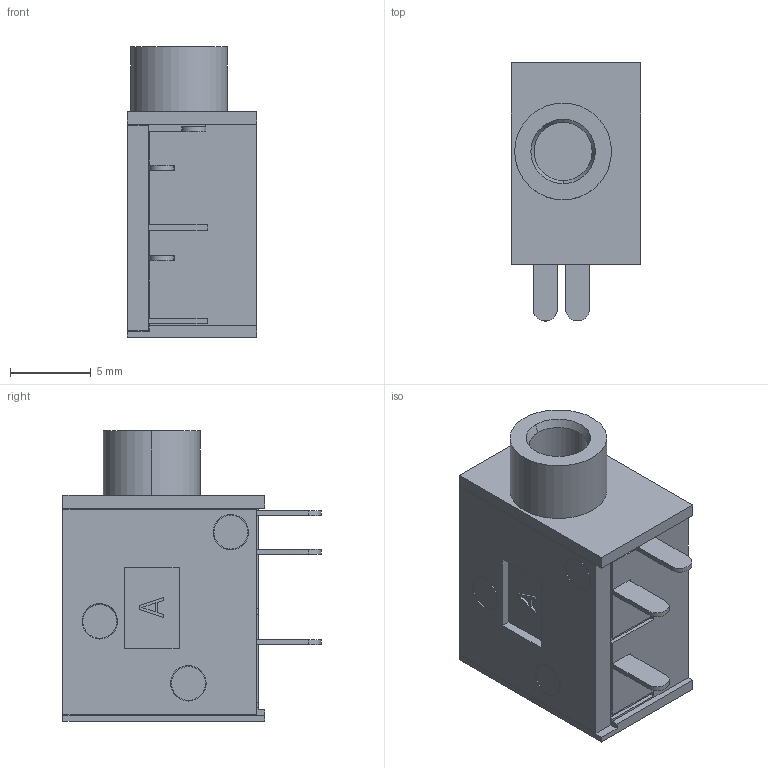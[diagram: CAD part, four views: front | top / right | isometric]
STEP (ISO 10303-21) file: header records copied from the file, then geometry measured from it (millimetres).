
FILE_DESCRIPTION (( 'STEP AP214' ), '1' );
FILE_NAME ('CUI_DEVICES_SJ1-3533N.step', '2023-06-23T15:33:30', ( '' ), ( '' ), 'SwSTEP 2.0', 'SolidWorks 2023', '' );
FILE_SCHEMA (( 'AUTOMOTIVE_DESIGN' ));
Length unit declared in the file: millimetre
Products named in the file (1): CUI_DEVICES_SJ1-3533N
Bounding box: 8 x 16 x 18 mm (x, y, z)
Volume: 1416.8 mm3; surface area: 974.5 mm2
Topology: 1 solids, 3 shells, 121 faces, 304 edges, 202 vertices
Faces by surface type: plane 93, cylinder 24, cone 4
Entity records: 3621 total; most frequent: CARTESIAN_POINT 628, ORIENTED_EDGE 608, DIRECTION 604, EDGE_CURVE 304, VECTOR 248, LINE 248, VERTEX_POINT 202, AXIS2_PLACEMENT_3D 178
